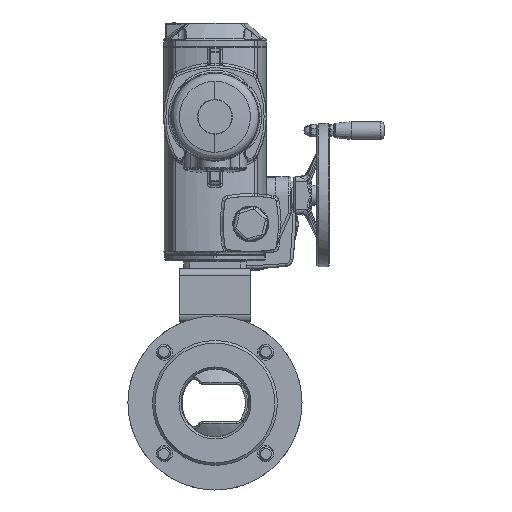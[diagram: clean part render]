
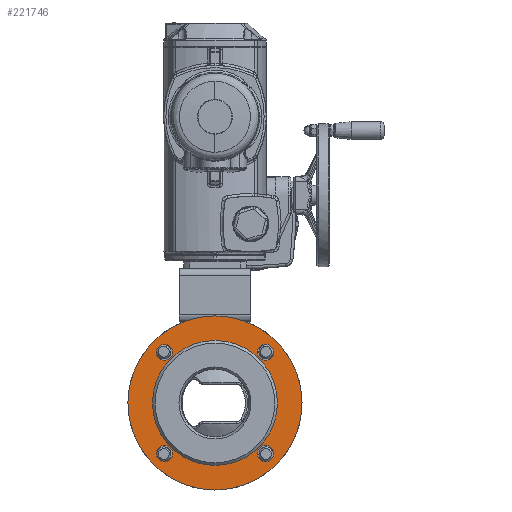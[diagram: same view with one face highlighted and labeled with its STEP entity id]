
A CAD part, left-side view. The second image highlights one B-rep face of the part: STEP entity #221746.
In plain terms, the highlighted planar face has unit normal (-1, 0, 0).
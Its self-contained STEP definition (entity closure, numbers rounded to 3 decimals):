
#221746=ADVANCED_FACE('',(#261366,#261368,#261370,#261372,#261374,#261376),#261378,
.T.);
#261366=FACE_BOUND('',#261367,.T.);
#261367=EDGE_LOOP('',(#271422));
#261368=FACE_BOUND('',#261369,.T.);
#261369=EDGE_LOOP('',(#271423));
#261370=FACE_BOUND('',#261371,.T.);
#261371=EDGE_LOOP('',(#271424));
#261372=FACE_BOUND('',#261373,.T.);
#261373=EDGE_LOOP('',(#271425));
#261374=FACE_BOUND('',#261375,.T.);
#261375=EDGE_LOOP('',(#271426));
#261376=FACE_BOUND('',#261377,.T.);
#261377=EDGE_LOOP('',(#271427));
#261378=PLANE('',#261379);
#261379=AXIS2_PLACEMENT_3D('',#261380,#261381,#261382);
#261380=CARTESIAN_POINT('',(-152.,83.75,0.));
#261381=DIRECTION('',(-1.,0.,0.));
#261382=DIRECTION('',(0.,0.,1.));
#271422=ORIENTED_EDGE('',*,*,#281260,.F.);
#271423=ORIENTED_EDGE('',*,*,#281261,.T.);
#271424=ORIENTED_EDGE('',*,*,#281262,.T.);
#271425=ORIENTED_EDGE('',*,*,#281263,.T.);
#271426=ORIENTED_EDGE('',*,*,#281264,.T.);
#271427=ORIENTED_EDGE('',*,*,#281276,.T.);
#281260=EDGE_CURVE('',#366027,#366027,#366028,.T.);
#281261=EDGE_CURVE('',#366029,#366029,#366030,.T.);
#281262=EDGE_CURVE('',#366031,#366031,#366032,.T.);
#281263=EDGE_CURVE('',#366033,#366033,#366034,.T.);
#281264=EDGE_CURVE('',#366035,#366035,#366036,.T.);
#281276=EDGE_CURVE('',#366059,#366059,#366060,.T.);
#366027=VERTEX_POINT('',#402788);
#366028=CIRCLE('',#402789,97.5);
#366029=VERTEX_POINT('',#402793);
#366030=CIRCLE('',#402794,9.);
#366031=VERTEX_POINT('',#402798);
#366032=CIRCLE('',#402799,9.);
#366033=VERTEX_POINT('',#402803);
#366034=CIRCLE('',#402804,9.);
#366035=VERTEX_POINT('',#402808);
#366036=CIRCLE('',#402809,9.);
#366059=VERTEX_POINT('',#402868);
#366060=CIRCLE('',#402869,70.);
#402788=CARTESIAN_POINT('',(-152.,97.5,0.));
#402789=AXIS2_PLACEMENT_3D('',#402790,#402791,#402792);
#402790=CARTESIAN_POINT('',(-152.,0.,0.));
#402791=DIRECTION('',(1.,0.,0.));
#402792=DIRECTION('',(0.,1.,0.));
#402793=CARTESIAN_POINT('',(-152.,56.569,-65.569));
#402794=AXIS2_PLACEMENT_3D('',#402795,#402796,#402797);
#402795=CARTESIAN_POINT('',(-152.,56.569,-56.569));
#402796=DIRECTION('',(1.,-0.,-0.));
#402797=DIRECTION('',(0.,1.,0.));
#402798=CARTESIAN_POINT('',(-152.,-65.569,-56.569));
#402799=AXIS2_PLACEMENT_3D('',#402800,#402801,#402802);
#402800=CARTESIAN_POINT('',(-152.,-56.569,-56.569));
#402801=DIRECTION('',(1.,-0.,-0.));
#402802=DIRECTION('',(0.,0.,-1.));
#402803=CARTESIAN_POINT('',(-152.,-56.569,65.569));
#402804=AXIS2_PLACEMENT_3D('',#402805,#402806,#402807);
#402805=CARTESIAN_POINT('',(-152.,-56.569,56.569));
#402806=DIRECTION('',(1.,-0.,-0.));
#402807=DIRECTION('',(0.,-1.,0.));
#402808=CARTESIAN_POINT('',(-152.,65.569,56.569));
#402809=AXIS2_PLACEMENT_3D('',#402810,#402811,#402812);
#402810=CARTESIAN_POINT('',(-152.,56.569,56.569));
#402811=DIRECTION('',(1.,-0.,-0.));
#402812=DIRECTION('',(0.,0.,1.));
#402868=CARTESIAN_POINT('',(-152.,0.,70.));
#402869=AXIS2_PLACEMENT_3D('',#402870,#402871,#402872);
#402870=CARTESIAN_POINT('',(-152.,0.,0.));
#402871=DIRECTION('',(1.,-0.,-0.));
#402872=DIRECTION('',(0.,1.,0.));
